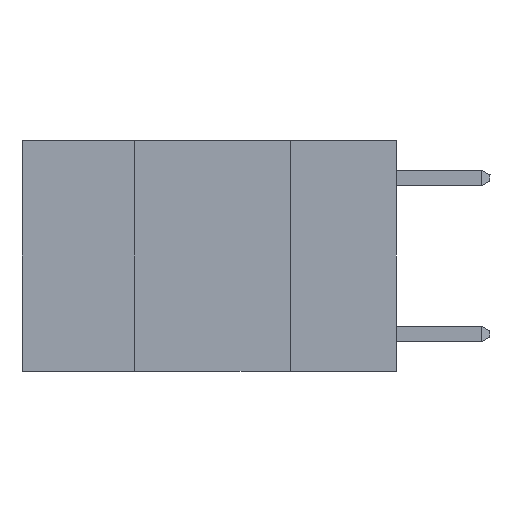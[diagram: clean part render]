
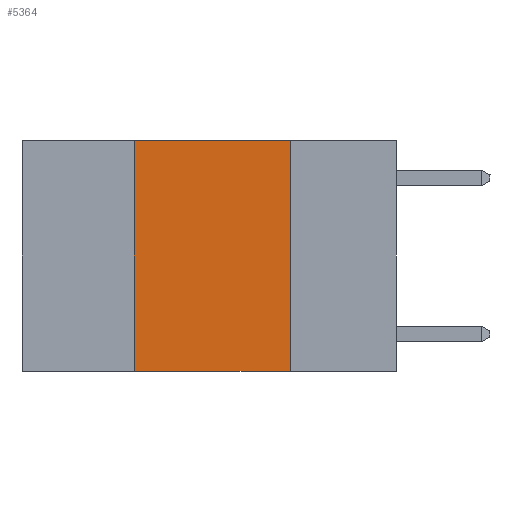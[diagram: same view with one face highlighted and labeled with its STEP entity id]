
A CAD part, left-side view. The second image highlights one B-rep face of the part: STEP entity #5364.
In plain terms, the highlighted planar face has unit normal (-1, 0, 0).
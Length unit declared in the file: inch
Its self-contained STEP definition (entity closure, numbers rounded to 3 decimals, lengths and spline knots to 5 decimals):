
#135 = DIRECTION ( 'NONE',  ( 0., -1., 0. ) ) ;
#224 = VECTOR ( 'NONE', #135, 39.37008 ) ;
#1047 = VECTOR ( 'NONE', #16825, 39.37008 ) ;
#1192 = EDGE_CURVE ( 'NONE', #13512, #11434, #10757, .T. ) ;
#1365 = LINE ( 'NONE', #10326, #224 ) ;
#2178 = ORIENTED_EDGE ( 'NONE', *, *, #11526, .F. ) ;
#3584 = CARTESIAN_POINT ( 'NONE',  ( 0., 0.42, 0. ) ) ;
#3917 = VERTEX_POINT ( 'NONE', #18401 ) ;
#4054 = EDGE_CURVE ( 'NONE', #8766, #3917, #4485, .T. ) ;
#4485 = LINE ( 'NONE', #7521, #9813 ) ;
#5364 = ADVANCED_FACE ( 'NONE', ( #8827 ), #14812, .F. ) ;
#5780 = LINE ( 'NONE', #17325, #10686 ) ;
#6005 = CARTESIAN_POINT ( 'NONE',  ( 0., 0.6, 0. ) ) ;
#7521 = CARTESIAN_POINT ( 'NONE',  ( 0., 0.17, 0. ) ) ;
#8766 = VERTEX_POINT ( 'NONE', #13720 ) ;
#8827 = FACE_OUTER_BOUND ( 'NONE', #10135, .T. ) ;
#9105 = DIRECTION ( 'NONE',  ( 0., 0., -1. ) ) ;
#9813 = VECTOR ( 'NONE', #14809, 39.37008 ) ;
#9845 = AXIS2_PLACEMENT_3D ( 'NONE', #6005, #11945, #9105 ) ;
#10135 = EDGE_LOOP ( 'NONE', ( #16543, #2178, #10230, #12670 ) ) ;
#10230 = ORIENTED_EDGE ( 'NONE', *, *, #1192, .F. ) ;
#10326 = CARTESIAN_POINT ( 'NONE',  ( 0., 0.6, -0.37 ) ) ;
#10686 = VECTOR ( 'NONE', #18662, 39.37008 ) ;
#10757 = LINE ( 'NONE', #3584, #1047 ) ;
#11434 = VERTEX_POINT ( 'NONE', #16099 ) ;
#11526 = EDGE_CURVE ( 'NONE', #11434, #8766, #5780, .T. ) ;
#11945 = DIRECTION ( 'NONE',  ( 1., 0., 0. ) ) ;
#12670 = ORIENTED_EDGE ( 'NONE', *, *, #16778, .T. ) ;
#13469 = CARTESIAN_POINT ( 'NONE',  ( 0., 0.42, -0.37 ) ) ;
#13512 = VERTEX_POINT ( 'NONE', #13469 ) ;
#13720 = CARTESIAN_POINT ( 'NONE',  ( 0., 0.17, 0. ) ) ;
#14809 = DIRECTION ( 'NONE',  ( 0., 0., -1. ) ) ;
#14812 = PLANE ( 'NONE',  #9845 ) ;
#16099 = CARTESIAN_POINT ( 'NONE',  ( 0., 0.42, 0. ) ) ;
#16543 = ORIENTED_EDGE ( 'NONE', *, *, #4054, .F. ) ;
#16778 = EDGE_CURVE ( 'NONE', #13512, #3917, #1365, .T. ) ;
#16825 = DIRECTION ( 'NONE',  ( 0., 0., 1. ) ) ;
#17325 = CARTESIAN_POINT ( 'NONE',  ( 0., 0.6, 0. ) ) ;
#18401 = CARTESIAN_POINT ( 'NONE',  ( 0., 0.17, -0.37 ) ) ;
#18662 = DIRECTION ( 'NONE',  ( 0., -1., 0. ) ) ;
